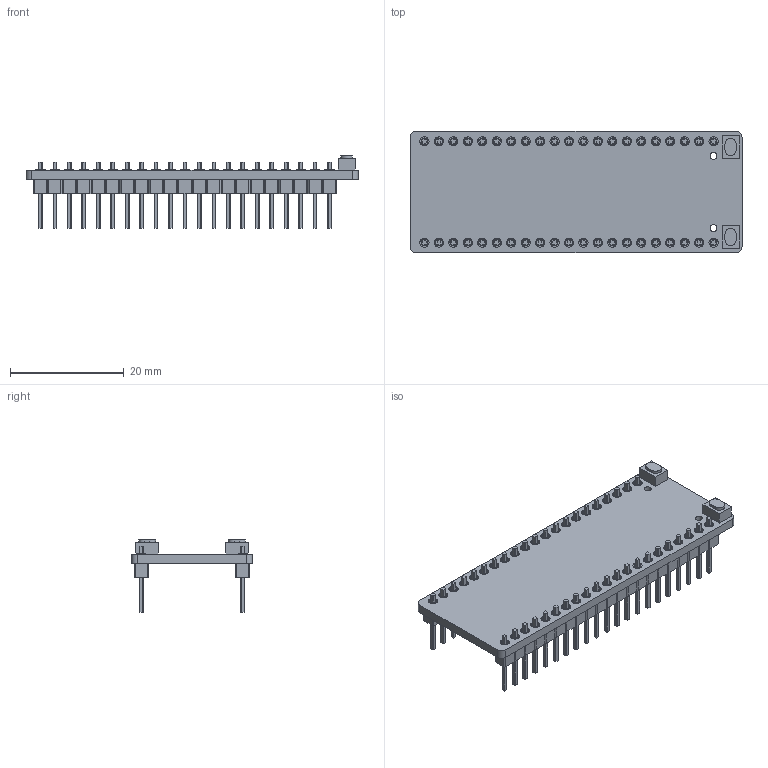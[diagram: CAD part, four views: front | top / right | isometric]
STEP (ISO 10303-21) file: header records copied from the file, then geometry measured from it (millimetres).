
FILE_DESCRIPTION(('Open CASCADE Model'),'2;1');
FILE_NAME('Open CASCADE Shape Model','2024-01-13T08:40:51',('Author'),( 'Open CASCADE'),'Open CASCADE STEP processor 7.7','Open CASCADE 7.7' ,'Unknown');
FILE_SCHEMA(('AUTOMOTIVE_DESIGN { 1 0 10303 214 1 1 1 1 }'));
Length unit declared in the file: millimetre
Products named in the file (223): 0525f25c-b1a4-11ee-97cd-ec79494f248b; 0525f25d-b1a4-11ee-80c9-ec79494f248b; 0525f25d-b1a4-11ee-80c9-ec79494f248b_part; pin0.0; 052314b9-b1a4-11ee-b2bd-ec79494f248b; 052314b9-b1a4-11ee-b2bd-ec79494f248b_part; 052314ba-b1a4-11ee-9985-ec79494f248b; 052314ba-b1a4-11ee-9985-ec79494f248b_part; pad0.0; pad0.0_part; pin0.1; pad0.1; pad0.1_part; pin0.2; pad0.2; pad0.2_part; pin0.3; pad0.3; pad0.3_part; pin0.4; pad0.4; pad0.4_part; pin0.5; pad0.5; pad0.5_part; pin0.6; pad0.6; pad0.6_part; pin0.7; pad0.7; pad0.7_part; pin0.8; pad0.8; pad0.8_part; pin0.9; pad0.9; pad0.9_part; pin0.10; pad0.10; pad0.10_part ...
Assembly tree (306 placements, depth 4):
  0525f25c-b1a4-11ee-97cd-ec79494f248b
    0525f25d-b1a4-11ee-80c9-ec79494f248b
      0525f25d-b1a4-11ee-80c9-ec79494f248b_part
    pin0.0
      052314b9-b1a4-11ee-b2bd-ec79494f248b
        052314b9-b1a4-11ee-b2bd-ec79494f248b_part
      052314ba-b1a4-11ee-9985-ec79494f248b
        052314ba-b1a4-11ee-9985-ec79494f248b_part
    pad0.0
      pad0.0_part
    pin0.1
      052314b9-b1a4-11ee-b2bd-ec79494f248b
        052314b9-b1a4-11ee-b2bd-ec79494f248b_part
      052314ba-b1a4-11ee-9985-ec79494f248b
        052314ba-b1a4-11ee-9985-ec79494f248b_part
    pad0.1
      pad0.1_part
    pin0.2
      052314b9-b1a4-11ee-b2bd-ec79494f248b
        052314b9-b1a4-11ee-b2bd-ec79494f248b_part
      052314ba-b1a4-11ee-9985-ec79494f248b
        052314ba-b1a4-11ee-9985-ec79494f248b_part
    pad0.2
      pad0.2_part
    pin0.3
      052314b9-b1a4-11ee-b2bd-ec79494f248b
        052314b9-b1a4-11ee-b2bd-ec79494f248b_part
      052314ba-b1a4-11ee-9985-ec79494f248b
        052314ba-b1a4-11ee-9985-ec79494f248b_part
    pad0.3
      pad0.3_part
    pin0.4
      052314b9-b1a4-11ee-b2bd-ec79494f248b
        052314b9-b1a4-11ee-b2bd-ec79494f248b_part
      052314ba-b1a4-11ee-9985-ec79494f248b
        052314ba-b1a4-11ee-9985-ec79494f248b_part
    pad0.4
      pad0.4_part
    pin0.5
      052314b9-b1a4-11ee-b2bd-ec79494f248b
        052314b9-b1a4-11ee-b2bd-ec79494f248b_part
      052314ba-b1a4-11ee-9985-ec79494f248b
        052314ba-b1a4-11ee-9985-ec79494f248b_part
    pad0.5
      pad0.5_part
    pin0.6
      052314b9-b1a4-11ee-b2bd-ec79494f248b
        052314b9-b1a4-11ee-b2bd-ec79494f248b_part
      052314ba-b1a4-11ee-9985-ec79494f248b
        052314ba-b1a4-11ee-9985-ec79494f248b_part
    pad0.6
      pad0.6_part
    pin0.7
      052314b9-b1a4-11ee-b2bd-ec79494f248b
        052314b9-b1a4-11ee-b2bd-ec79494f248b_part
      052314ba-b1a4-11ee-9985-ec79494f248b
        052314ba-b1a4-11ee-9985-ec79494f248b_part
    pad0.7
      pad0.7_part
    pin0.8
Bounding box: 58.34 x 21.29 x 12.72 mm (x, y, z)
Volume: 2835.8 mm3; surface area: 5895.1 mm2
Topology: 131 solids, 131 shells, 1086 faces, 2472 edges, 1648 vertices
Faces by surface type: plane 950, cylinder 136
Full cylindrical faces by diameter (mm): 1.2 x86, 1.6 x42
Entity records: 18302 total; most frequent: CARTESIAN_POINT 2837, DIRECTION 2744, ORIENTED_EDGE 960, PCURVE 960, DEFINITIONAL_REPRESENTATION 960, LINE 904, VECTOR 904, AXIS2_PLACEMENT_3D 829
